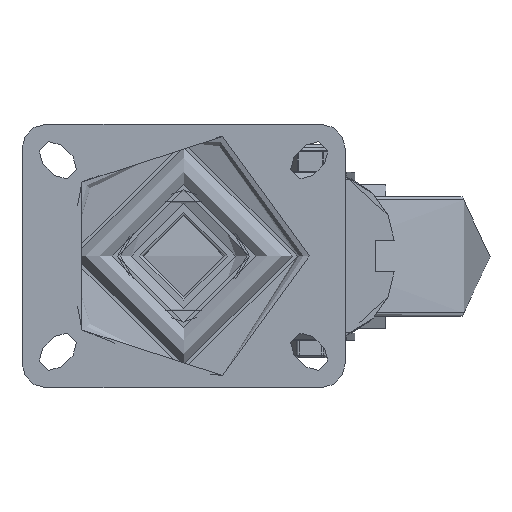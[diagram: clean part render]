
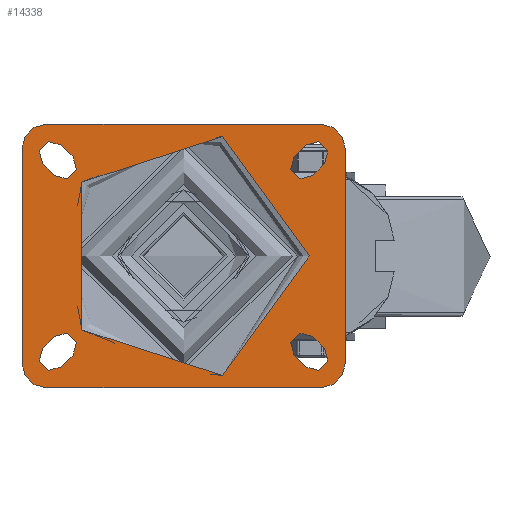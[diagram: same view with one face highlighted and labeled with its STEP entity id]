
A CAD part, top view. The second image highlights one B-rep face of the part: STEP entity #14338.
In plain terms, the highlighted planar face has unit normal (0, 0, 1).
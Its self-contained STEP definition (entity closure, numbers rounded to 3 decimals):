
#470=FACE_BOUND('',#2663,.T.);
#471=FACE_BOUND('',#2664,.T.);
#472=FACE_BOUND('',#2665,.T.);
#473=FACE_BOUND('',#2666,.T.);
#474=FACE_BOUND('',#2667,.T.);
#580=PLANE('',#15413);
#1824=FACE_OUTER_BOUND('',#2662,.T.);
#2662=EDGE_LOOP('',(#9912,#9913,#9914,#9915,#9916,#9917,#9918,#9919));
#2663=EDGE_LOOP('',(#9920));
#2664=EDGE_LOOP('',(#9921,#9922,#9923,#9924));
#2665=EDGE_LOOP('',(#9925,#9926,#9927,#9928));
#2666=EDGE_LOOP('',(#9929,#9930,#9931,#9932));
#2667=EDGE_LOOP('',(#9933,#9934,#9935,#9936));
#3592=LINE('',#22425,#4686);
#3593=LINE('',#22426,#4687);
#3594=LINE('',#22427,#4688);
#3595=LINE('',#22428,#4689);
#3596=LINE('',#22429,#4690);
#3597=LINE('',#22430,#4691);
#3598=LINE('',#22431,#4692);
#3599=LINE('',#22432,#4693);
#3600=LINE('',#22433,#4694);
#3601=LINE('',#22434,#4695);
#3602=LINE('',#22435,#4696);
#3603=LINE('',#22436,#4697);
#4686=VECTOR('',#16733,1000.);
#4687=VECTOR('',#16734,1000.);
#4688=VECTOR('',#16735,1000.);
#4689=VECTOR('',#16736,1000.);
#4690=VECTOR('',#16737,1000.);
#4691=VECTOR('',#16738,1000.);
#4692=VECTOR('',#16739,1000.);
#4693=VECTOR('',#16740,1000.);
#4694=VECTOR('',#16741,1000.);
#4695=VECTOR('',#16742,1000.);
#4696=VECTOR('',#16743,1000.);
#4697=VECTOR('',#16744,1000.);
#5751=CIRCLE('',#15325,5.5);
#5752=CIRCLE('',#15327,5.5);
#5755=CIRCLE('',#15331,5.5);
#5756=CIRCLE('',#15333,5.5);
#5759=CIRCLE('',#15337,5.5);
#5760=CIRCLE('',#15339,5.5);
#5763=CIRCLE('',#15343,5.5);
#5764=CIRCLE('',#15345,5.5);
#5770=CIRCLE('',#15354,10.);
#5772=CIRCLE('',#15357,10.);
#5774=CIRCLE('',#15360,10.);
#5776=CIRCLE('',#15363,10.);
#5780=CIRCLE('',#15368,52.494);
#6209=VERTEX_POINT('',#20003);
#6210=VERTEX_POINT('',#20005);
#6211=VERTEX_POINT('',#20009);
#6212=VERTEX_POINT('',#20010);
#6217=VERTEX_POINT('',#20021);
#6218=VERTEX_POINT('',#20023);
#6219=VERTEX_POINT('',#20027);
#6220=VERTEX_POINT('',#20028);
#6225=VERTEX_POINT('',#20039);
#6226=VERTEX_POINT('',#20041);
#6227=VERTEX_POINT('',#20045);
#6228=VERTEX_POINT('',#20046);
#6233=VERTEX_POINT('',#20057);
#6234=VERTEX_POINT('',#20059);
#6235=VERTEX_POINT('',#20063);
#6236=VERTEX_POINT('',#20064);
#6242=VERTEX_POINT('',#20082);
#6243=VERTEX_POINT('',#20083);
#6246=VERTEX_POINT('',#20091);
#6247=VERTEX_POINT('',#20092);
#6250=VERTEX_POINT('',#20100);
#6251=VERTEX_POINT('',#20101);
#6254=VERTEX_POINT('',#20109);
#6255=VERTEX_POINT('',#20110);
#6259=VERTEX_POINT('',#20120);
#7626=EDGE_CURVE('',#6210,#6209,#5751,.T.);
#7628=EDGE_CURVE('',#6211,#6212,#5752,.T.);
#7634=EDGE_CURVE('',#6218,#6217,#5755,.T.);
#7636=EDGE_CURVE('',#6219,#6220,#5756,.T.);
#7642=EDGE_CURVE('',#6226,#6225,#5759,.T.);
#7644=EDGE_CURVE('',#6227,#6228,#5760,.T.);
#7650=EDGE_CURVE('',#6234,#6233,#5763,.T.);
#7652=EDGE_CURVE('',#6235,#6236,#5764,.T.);
#7661=EDGE_CURVE('',#6242,#6243,#5770,.T.);
#7665=EDGE_CURVE('',#6246,#6247,#5772,.T.);
#7669=EDGE_CURVE('',#6250,#6251,#5774,.T.);
#7673=EDGE_CURVE('',#6254,#6255,#5776,.T.);
#7679=EDGE_CURVE('',#6259,#6259,#5780,.T.);
#7714=EDGE_CURVE('',#6251,#6254,#3592,.T.);
#7715=EDGE_CURVE('',#6247,#6250,#3593,.T.);
#7716=EDGE_CURVE('',#6243,#6246,#3594,.T.);
#7717=EDGE_CURVE('',#6255,#6242,#3595,.T.);
#7718=EDGE_CURVE('',#6233,#6235,#3596,.T.);
#7719=EDGE_CURVE('',#6236,#6234,#3597,.T.);
#7720=EDGE_CURVE('',#6225,#6227,#3598,.T.);
#7721=EDGE_CURVE('',#6228,#6226,#3599,.T.);
#7722=EDGE_CURVE('',#6217,#6219,#3600,.T.);
#7723=EDGE_CURVE('',#6220,#6218,#3601,.T.);
#7724=EDGE_CURVE('',#6209,#6211,#3602,.T.);
#7725=EDGE_CURVE('',#6212,#6210,#3603,.T.);
#9912=ORIENTED_EDGE('',*,*,#7673,.F.);
#9913=ORIENTED_EDGE('',*,*,#7714,.F.);
#9914=ORIENTED_EDGE('',*,*,#7669,.F.);
#9915=ORIENTED_EDGE('',*,*,#7715,.F.);
#9916=ORIENTED_EDGE('',*,*,#7665,.F.);
#9917=ORIENTED_EDGE('',*,*,#7716,.F.);
#9918=ORIENTED_EDGE('',*,*,#7661,.F.);
#9919=ORIENTED_EDGE('',*,*,#7717,.F.);
#9920=ORIENTED_EDGE('',*,*,#7679,.F.);
#9921=ORIENTED_EDGE('',*,*,#7718,.T.);
#9922=ORIENTED_EDGE('',*,*,#7652,.T.);
#9923=ORIENTED_EDGE('',*,*,#7719,.T.);
#9924=ORIENTED_EDGE('',*,*,#7650,.T.);
#9925=ORIENTED_EDGE('',*,*,#7720,.T.);
#9926=ORIENTED_EDGE('',*,*,#7644,.T.);
#9927=ORIENTED_EDGE('',*,*,#7721,.T.);
#9928=ORIENTED_EDGE('',*,*,#7642,.T.);
#9929=ORIENTED_EDGE('',*,*,#7722,.T.);
#9930=ORIENTED_EDGE('',*,*,#7636,.T.);
#9931=ORIENTED_EDGE('',*,*,#7723,.T.);
#9932=ORIENTED_EDGE('',*,*,#7634,.T.);
#9933=ORIENTED_EDGE('',*,*,#7724,.T.);
#9934=ORIENTED_EDGE('',*,*,#7628,.T.);
#9935=ORIENTED_EDGE('',*,*,#7725,.T.);
#9936=ORIENTED_EDGE('',*,*,#7626,.T.);
#14338=ADVANCED_FACE('',(#1824,#470,#471,#472,#473,#474),#580,.T.);
#15325=AXIS2_PLACEMENT_3D('',#20006,#16526,#16527);
#15327=AXIS2_PLACEMENT_3D('',#20011,#16531,#16532);
#15331=AXIS2_PLACEMENT_3D('',#20024,#16542,#16543);
#15333=AXIS2_PLACEMENT_3D('',#20029,#16547,#16548);
#15337=AXIS2_PLACEMENT_3D('',#20042,#16558,#16559);
#15339=AXIS2_PLACEMENT_3D('',#20047,#16563,#16564);
#15343=AXIS2_PLACEMENT_3D('',#20060,#16574,#16575);
#15345=AXIS2_PLACEMENT_3D('',#20065,#16579,#16580);
#15354=AXIS2_PLACEMENT_3D('',#20084,#16600,#16601);
#15357=AXIS2_PLACEMENT_3D('',#20093,#16608,#16609);
#15360=AXIS2_PLACEMENT_3D('',#20102,#16616,#16617);
#15363=AXIS2_PLACEMENT_3D('',#20111,#16624,#16625);
#15368=AXIS2_PLACEMENT_3D('',#20122,#16636,#16637);
#15413=AXIS2_PLACEMENT_3D('',#22424,#16731,#16732);
#16526=DIRECTION('center_axis',(0.,0.,-1.));
#16527=DIRECTION('ref_axis',(-1.,0.,0.));
#16531=DIRECTION('center_axis',(0.,0.,-1.));
#16532=DIRECTION('ref_axis',(-1.,0.,0.));
#16542=DIRECTION('center_axis',(0.,0.,-1.));
#16543=DIRECTION('ref_axis',(-1.,0.,0.));
#16547=DIRECTION('center_axis',(0.,0.,-1.));
#16548=DIRECTION('ref_axis',(-1.,0.,0.));
#16558=DIRECTION('center_axis',(0.,0.,-1.));
#16559=DIRECTION('ref_axis',(1.,0.,0.));
#16563=DIRECTION('center_axis',(0.,0.,-1.));
#16564=DIRECTION('ref_axis',(1.,0.,0.));
#16574=DIRECTION('center_axis',(0.,0.,-1.));
#16575=DIRECTION('ref_axis',(1.,0.,0.));
#16579=DIRECTION('center_axis',(0.,0.,-1.));
#16580=DIRECTION('ref_axis',(1.,0.,0.));
#16600=DIRECTION('center_axis',(0.,0.,-1.));
#16601=DIRECTION('ref_axis',(-0.707,0.707,0.));
#16608=DIRECTION('center_axis',(0.,0.,-1.));
#16609=DIRECTION('ref_axis',(0.707,0.707,0.));
#16616=DIRECTION('center_axis',(0.,0.,-1.));
#16617=DIRECTION('ref_axis',(0.707,-0.707,0.));
#16624=DIRECTION('center_axis',(0.,0.,-1.));
#16625=DIRECTION('ref_axis',(-0.707,-0.707,0.));
#16636=DIRECTION('center_axis',(0.,0.,1.));
#16637=DIRECTION('ref_axis',(-1.,0.,0.));
#16731=DIRECTION('center_axis',(0.,0.,1.));
#16732=DIRECTION('ref_axis',(1.,0.,0.));
#16733=DIRECTION('',(-1.,0.,0.));
#16734=DIRECTION('',(0.,-1.,0.));
#16735=DIRECTION('',(1.,0.,0.));
#16736=DIRECTION('',(0.,1.,0.));
#16737=DIRECTION('',(0.707,-0.707,0.));
#16738=DIRECTION('',(-0.707,0.707,0.));
#16739=DIRECTION('',(0.707,0.707,0.));
#16740=DIRECTION('',(-0.707,-0.707,0.));
#16741=DIRECTION('',(-0.707,-0.707,0.));
#16742=DIRECTION('',(0.707,0.707,0.));
#16743=DIRECTION('',(-0.707,0.707,0.));
#16744=DIRECTION('',(0.707,-0.707,0.));
#20003=CARTESIAN_POINT('',(51.086,-46.364,0.));
#20005=CARTESIAN_POINT('',(58.864,-38.586,0.));
#20006=CARTESIAN_POINT('Origin',(54.975,-42.475,0.));
#20009=CARTESIAN_POINT('',(46.136,-41.414,0.));
#20010=CARTESIAN_POINT('',(53.914,-33.636,0.));
#20011=CARTESIAN_POINT('Origin',(50.025,-37.525,0.));
#20021=CARTESIAN_POINT('',(58.864,38.586,0.));
#20023=CARTESIAN_POINT('',(51.086,46.364,0.));
#20024=CARTESIAN_POINT('Origin',(54.975,42.475,0.));
#20027=CARTESIAN_POINT('',(53.914,33.636,0.));
#20028=CARTESIAN_POINT('',(46.136,41.414,0.));
#20029=CARTESIAN_POINT('Origin',(50.025,37.525,0.));
#20039=CARTESIAN_POINT('',(-58.864,-38.586,0.));
#20041=CARTESIAN_POINT('',(-51.086,-46.364,0.));
#20042=CARTESIAN_POINT('Origin',(-54.975,-42.475,0.));
#20045=CARTESIAN_POINT('',(-53.914,-33.636,0.));
#20046=CARTESIAN_POINT('',(-46.136,-41.414,0.));
#20047=CARTESIAN_POINT('Origin',(-50.025,-37.525,0.));
#20057=CARTESIAN_POINT('',(-51.086,46.364,0.));
#20059=CARTESIAN_POINT('',(-58.864,38.586,0.));
#20060=CARTESIAN_POINT('Origin',(-54.975,42.475,0.));
#20063=CARTESIAN_POINT('',(-46.136,41.414,0.));
#20064=CARTESIAN_POINT('',(-53.914,33.636,0.));
#20065=CARTESIAN_POINT('Origin',(-50.025,37.525,0.));
#20082=CARTESIAN_POINT('',(-67.5,45.,0.));
#20083=CARTESIAN_POINT('',(-57.5,55.,0.));
#20084=CARTESIAN_POINT('Origin',(-57.5,45.,0.));
#20091=CARTESIAN_POINT('',(57.5,55.,0.));
#20092=CARTESIAN_POINT('',(67.5,45.,0.));
#20093=CARTESIAN_POINT('Origin',(57.5,45.,0.));
#20100=CARTESIAN_POINT('',(67.5,-45.,0.));
#20101=CARTESIAN_POINT('',(57.5,-55.,0.));
#20102=CARTESIAN_POINT('Origin',(57.5,-45.,0.));
#20109=CARTESIAN_POINT('',(-57.5,-55.,0.));
#20110=CARTESIAN_POINT('',(-67.5,-45.,0.));
#20111=CARTESIAN_POINT('Origin',(-57.5,-45.,0.));
#20120=CARTESIAN_POINT('',(52.494,0.,0.));
#20122=CARTESIAN_POINT('Origin',(0.,0.,0.));
#22424=CARTESIAN_POINT('Origin',(0.,0.,0.));
#22425=CARTESIAN_POINT('',(67.5,-55.,0.));
#22426=CARTESIAN_POINT('',(67.5,55.,0.));
#22427=CARTESIAN_POINT('',(-67.5,55.,0.));
#22428=CARTESIAN_POINT('',(-67.5,-55.,0.));
#22429=CARTESIAN_POINT('',(-51.086,46.364,0.));
#22430=CARTESIAN_POINT('',(-58.864,38.586,0.));
#22431=CARTESIAN_POINT('',(-58.864,-38.586,0.));
#22432=CARTESIAN_POINT('',(-51.086,-46.364,0.));
#22433=CARTESIAN_POINT('',(58.864,38.586,0.));
#22434=CARTESIAN_POINT('',(51.086,46.364,0.));
#22435=CARTESIAN_POINT('',(51.086,-46.364,0.));
#22436=CARTESIAN_POINT('',(58.864,-38.586,0.));
